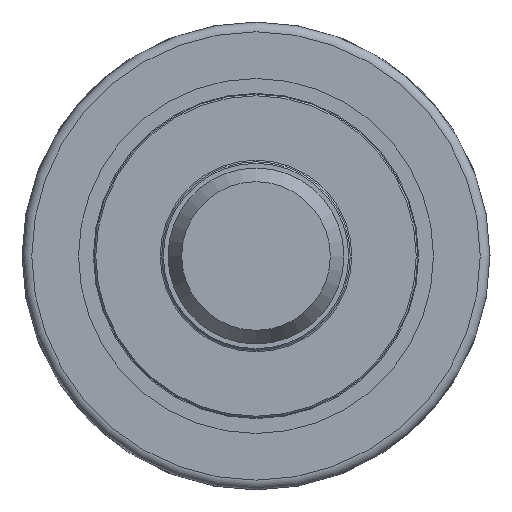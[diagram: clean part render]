
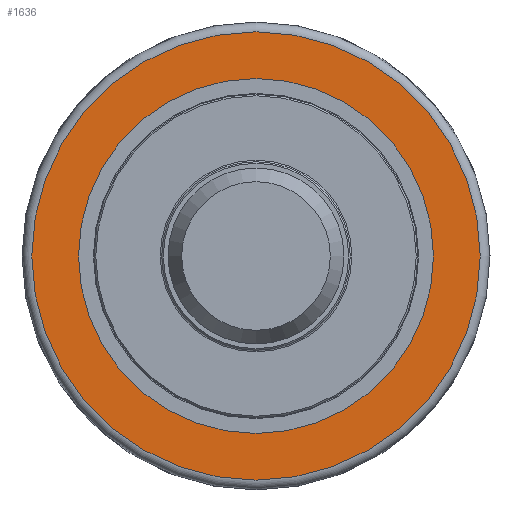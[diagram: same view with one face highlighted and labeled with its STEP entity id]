
A CAD part, left-side view. The second image highlights one B-rep face of the part: STEP entity #1636.
In plain terms, the highlighted planar face has unit normal (-1, 0, 0).
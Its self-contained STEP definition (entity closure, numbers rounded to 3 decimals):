
#64=FACE_BOUND('',#363,.T.);
#269=FACE_OUTER_BOUND('',#362,.T.);
#362=EDGE_LOOP('',(#1079,#1080));
#363=EDGE_LOOP('',(#1081,#1082));
#486=CIRCLE('',#1783,71.373);
#487=CIRCLE('',#1784,71.373);
#488=CIRCLE('',#1785,56.5);
#489=CIRCLE('',#1786,56.5);
#642=VERTEX_POINT('',#2705);
#643=VERTEX_POINT('',#2706);
#644=VERTEX_POINT('',#2709);
#645=VERTEX_POINT('',#2710);
#810=EDGE_CURVE('',#642,#643,#486,.T.);
#811=EDGE_CURVE('',#643,#642,#487,.T.);
#812=EDGE_CURVE('',#644,#645,#488,.T.);
#813=EDGE_CURVE('',#645,#644,#489,.T.);
#1079=ORIENTED_EDGE('',*,*,#810,.F.);
#1080=ORIENTED_EDGE('',*,*,#811,.F.);
#1081=ORIENTED_EDGE('',*,*,#812,.T.);
#1082=ORIENTED_EDGE('',*,*,#813,.T.);
#1492=PLANE('',#1782);
#1636=ADVANCED_FACE('',(#269,#64),#1492,.T.);
#1782=AXIS2_PLACEMENT_3D('',#2704,#2085,#2086);
#1783=AXIS2_PLACEMENT_3D('',#2707,#2087,#2088);
#1784=AXIS2_PLACEMENT_3D('',#2708,#2089,#2090);
#1785=AXIS2_PLACEMENT_3D('',#2711,#2091,#2092);
#1786=AXIS2_PLACEMENT_3D('',#2712,#2093,#2094);
#2085=DIRECTION('center_axis',(-1.,0.,0.));
#2086=DIRECTION('ref_axis',(0.,0.,
1.));
#2087=DIRECTION('center_axis',(1.,0.,0.));
#2088=DIRECTION('ref_axis',(0.,-1.,0.));
#2089=DIRECTION('center_axis',(1.,0.,0.));
#2090=DIRECTION('ref_axis',(0.,-1.,0.));
#2091=DIRECTION('center_axis',(1.,0.,0.));
#2092=DIRECTION('ref_axis',(0.,1.,0.));
#2093=DIRECTION('center_axis',(1.,0.,0.));
#2094=DIRECTION('ref_axis',(0.,1.,0.));
#2704=CARTESIAN_POINT('Origin',(28.8,65.416,0.));
#2705=CARTESIAN_POINT('',(28.8,71.373,0.));
#2706=CARTESIAN_POINT('',(28.8,0.,71.373));
#2707=CARTESIAN_POINT('Origin',(28.8,0.,0.));
#2708=CARTESIAN_POINT('Origin',(28.8,0.,0.));
#2709=CARTESIAN_POINT('',(28.8,56.5,0.));
#2710=CARTESIAN_POINT('',(28.8,-56.5,0.));
#2711=CARTESIAN_POINT('Origin',(28.8,0.,0.));
#2712=CARTESIAN_POINT('Origin',(28.8,0.,0.));
